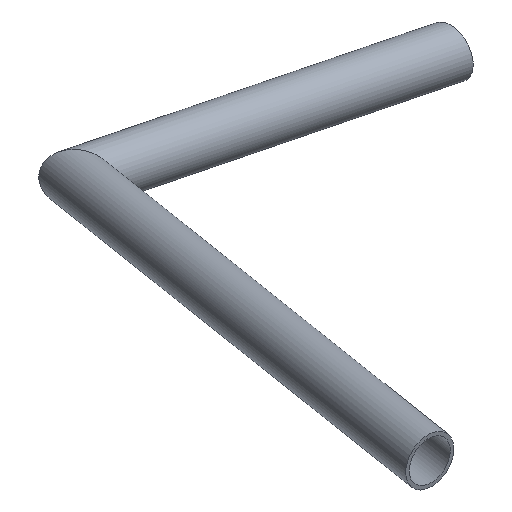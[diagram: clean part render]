
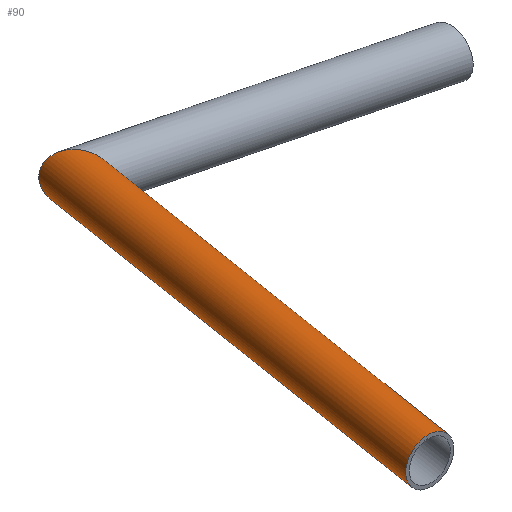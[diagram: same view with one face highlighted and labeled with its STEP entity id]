
A CAD part, isometric view. The second image highlights one B-rep face of the part: STEP entity #90.
In plain terms, the highlighted cylindrical face has radius 20 mm (diameter 40 mm), a full revolution.
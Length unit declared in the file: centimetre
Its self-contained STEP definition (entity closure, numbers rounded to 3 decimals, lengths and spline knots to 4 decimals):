
#19=CYLINDRICAL_SURFACE('',#102,2.);
#24=FACE_BOUND('',#39,.T.);
#30=FACE_OUTER_BOUND('',#38,.T.);
#38=EDGE_LOOP('',(#75));
#39=EDGE_LOOP('',(#76,#77));
#48=ELLIPSE('',#100,2.4265,2.);
#49=ELLIPSE('',#101,2.4265,2.);
#50=ELLIPSE('',#103,2.1673,2.);
#56=VERTEX_POINT('',#147);
#57=VERTEX_POINT('',#148);
#58=VERTEX_POINT('',#152);
#64=EDGE_CURVE('',#56,#57,#48,.T.);
#65=EDGE_CURVE('',#57,#56,#49,.T.);
#66=EDGE_CURVE('',#58,#58,#50,.T.);
#75=ORIENTED_EDGE('',*,*,#66,.T.);
#76=ORIENTED_EDGE('',*,*,#64,.F.);
#77=ORIENTED_EDGE('',*,*,#65,.F.);
#90=ADVANCED_FACE('',(#30,#24),#19,.T.);
#100=AXIS2_PLACEMENT_3D('',#149,#120,#121);
#101=AXIS2_PLACEMENT_3D('',#150,#122,#123);
#102=AXIS2_PLACEMENT_3D('',#151,#124,#125);
#103=AXIS2_PLACEMENT_3D('',#153,#126,#127);
#120=DIRECTION('center_axis',(0.791,0.56,-0.248));
#121=DIRECTION('ref_axis',(-0.58,0.815,-0.009));
#122=DIRECTION('center_axis',(0.791,0.56,-0.248));
#123=DIRECTION('ref_axis',(-0.58,0.815,-0.009));
#124=DIRECTION('center_axis',(-0.323,-0.923,0.209));
#125=DIRECTION('ref_axis',(-0.926,0.355,0.133));
#126=DIRECTION('center_axis',(0.,1.,0.));
#127=DIRECTION('ref_axis',(-0.84,0.,0.543));
#147=CARTESIAN_POINT('',(20.3359,51.6987,-39.9375));
#148=CARTESIAN_POINT('',(21.1241,52.3013,-36.0625));
#149=CARTESIAN_POINT('Origin',(20.73,52.,-38.));
#150=CARTESIAN_POINT('Origin',(20.73,52.,-38.));
#151=CARTESIAN_POINT('Origin',(3.73,3.5,-27.));
#152=CARTESIAN_POINT('',(6.0749,4.2,-27.5858));
#153=CARTESIAN_POINT('Origin',(3.9754,4.2,-27.1588));
